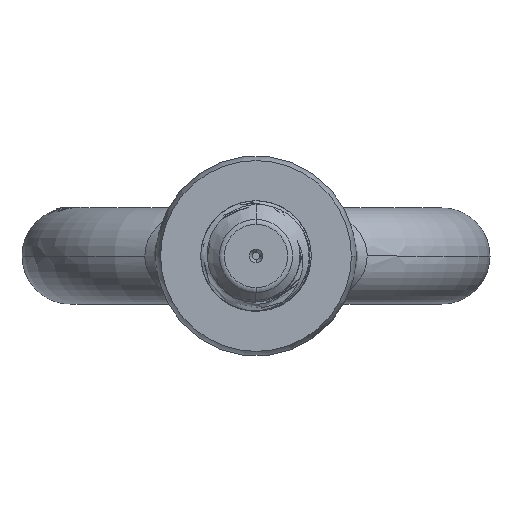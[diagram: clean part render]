
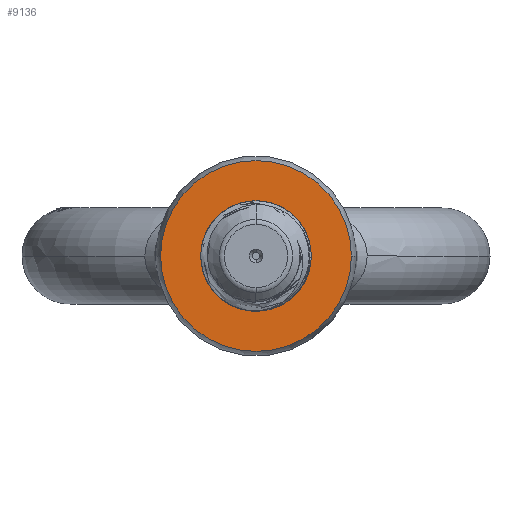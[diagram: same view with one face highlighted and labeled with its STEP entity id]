
A CAD part, front view. The second image highlights one B-rep face of the part: STEP entity #9136.
In plain terms, the highlighted planar face has unit normal (0, -1, 0).
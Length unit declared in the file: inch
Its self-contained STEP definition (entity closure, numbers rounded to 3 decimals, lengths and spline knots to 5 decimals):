
#195 = VERTEX_POINT ( 'NONE', #3552 ) ;
#920 = CARTESIAN_POINT ( 'NONE',  ( 0., -1.63, 0. ) ) ;
#955 = VERTEX_POINT ( 'NONE', #7385 ) ;
#1121 = CIRCLE ( 'NONE', #7202, 0.25 ) ;
#1745 = PLANE ( 'NONE',  #3152 ) ;
#1900 = EDGE_CURVE ( 'NONE', #2414, #195, #1121, .T. ) ;
#1958 = CARTESIAN_POINT ( 'NONE',  ( 0., -1.63, 0. ) ) ;
#1970 = EDGE_CURVE ( 'NONE', #955, #2134, #8474, .T. ) ;
#2134 = VERTEX_POINT ( 'NONE', #5815 ) ;
#2394 = CARTESIAN_POINT ( 'NONE',  ( 0., -1.63, 0. ) ) ;
#2414 = VERTEX_POINT ( 'NONE', #3490 ) ;
#2568 = ORIENTED_EDGE ( 'NONE', *, *, #1900, .F. ) ;
#2676 = EDGE_CURVE ( 'NONE', #195, #4352, #8238, .T. ) ;
#2725 = DIRECTION ( 'NONE',  ( 0., -1., 0. ) ) ;
#3048 = DIRECTION ( 'NONE',  ( 1., 0., 0. ) ) ;
#3152 = AXIS2_PLACEMENT_3D ( 'NONE', #8368, #5486, #7611 ) ;
#3294 = CIRCLE ( 'NONE', #7237, 0.43225 ) ;
#3447 = AXIS2_PLACEMENT_3D ( 'NONE', #1958, #6960, #4130 ) ;
#3471 = CARTESIAN_POINT ( 'NONE',  ( 0., -1.63, 0. ) ) ;
#3490 = CARTESIAN_POINT ( 'NONE',  ( -0.17643, -1.63, -0.17712 ) ) ;
#3552 = CARTESIAN_POINT ( 'NONE',  ( 0.25, -1.63, 0. ) ) ;
#3790 = CARTESIAN_POINT ( 'NONE',  ( -0.25, -1.63, 0. ) ) ;
#4127 = CARTESIAN_POINT ( 'NONE',  ( 0., -1.63, 0. ) ) ;
#4130 = DIRECTION ( 'NONE',  ( 0., 0., 1. ) ) ;
#4314 = AXIS2_PLACEMENT_3D ( 'NONE', #4127, #7703, #6921 ) ;
#4352 = VERTEX_POINT ( 'NONE', #3790 ) ;
#4411 = EDGE_CURVE ( 'NONE', #2414, #4352, #7175, .T. ) ;
#4425 = ORIENTED_EDGE ( 'NONE', *, *, #1970, .T. ) ;
#4475 = EDGE_LOOP ( 'NONE', ( #7387, #4425 ) ) ;
#4511 = ORIENTED_EDGE ( 'NONE', *, *, #4411, .T. ) ;
#4639 = AXIS2_PLACEMENT_3D ( 'NONE', #2394, #6018, #6722 ) ;
#4655 = EDGE_LOOP ( 'NONE', ( #2568, #4511, #7069 ) ) ;
#5052 = EDGE_CURVE ( 'NONE', #2134, #955, #3294, .T. ) ;
#5486 = DIRECTION ( 'NONE',  ( 0., -1., 0. ) ) ;
#5815 = CARTESIAN_POINT ( 'NONE',  ( 0.43225, -1.63, 0. ) ) ;
#6018 = DIRECTION ( 'NONE',  ( 0., -1., 0. ) ) ;
#6282 = DIRECTION ( 'NONE',  ( 1., 0., 0. ) ) ;
#6722 = DIRECTION ( 'NONE',  ( 1., 0., 0. ) ) ;
#6921 = DIRECTION ( 'NONE',  ( 1., 0., 0. ) ) ;
#6960 = DIRECTION ( 'NONE',  ( 0., 1., 0. ) ) ;
#7069 = ORIENTED_EDGE ( 'NONE', *, *, #2676, .F. ) ;
#7175 = CIRCLE ( 'NONE', #3447, 0.25 ) ;
#7202 = AXIS2_PLACEMENT_3D ( 'NONE', #3471, #2725, #6282 ) ;
#7237 = AXIS2_PLACEMENT_3D ( 'NONE', #920, #7291, #3048 ) ;
#7291 = DIRECTION ( 'NONE',  ( 0., -1., 0. ) ) ;
#7385 = CARTESIAN_POINT ( 'NONE',  ( -0.43225, -1.63, 0. ) ) ;
#7387 = ORIENTED_EDGE ( 'NONE', *, *, #5052, .T. ) ;
#7611 = DIRECTION ( 'NONE',  ( 1., 0., 0. ) ) ;
#7703 = DIRECTION ( 'NONE',  ( 0., -1., 0. ) ) ;
#7890 = FACE_OUTER_BOUND ( 'NONE', #4475, .T. ) ;
#8238 = CIRCLE ( 'NONE', #4639, 0.25 ) ;
#8368 = CARTESIAN_POINT ( 'NONE',  ( 0., -1.63, 0. ) ) ;
#8474 = CIRCLE ( 'NONE', #4314, 0.43225 ) ;
#9136 = ADVANCED_FACE ( 'NONE', ( #7890, #9236 ), #1745, .T. ) ;
#9236 = FACE_BOUND ( 'NONE', #4655, .T. ) ;
